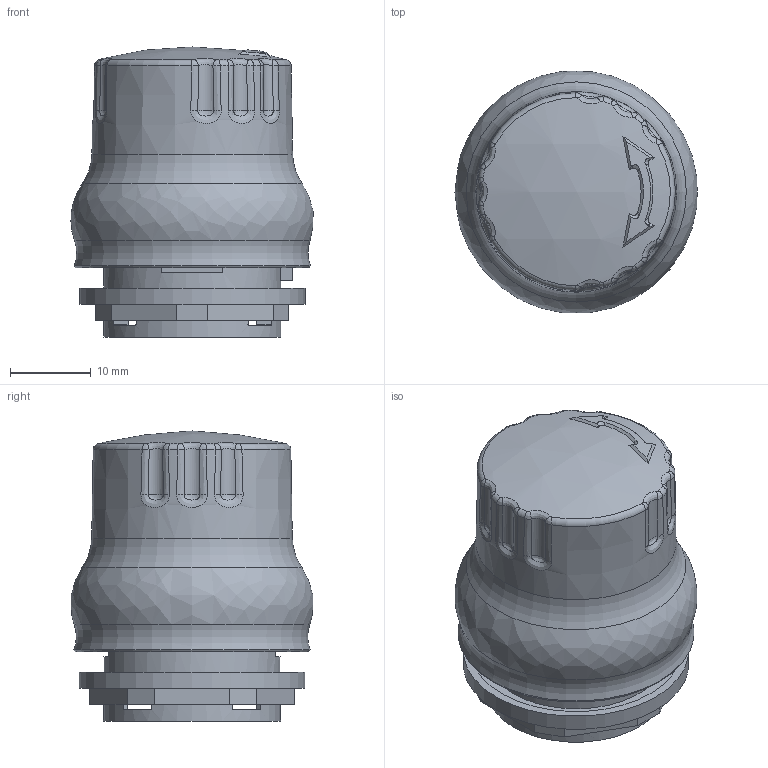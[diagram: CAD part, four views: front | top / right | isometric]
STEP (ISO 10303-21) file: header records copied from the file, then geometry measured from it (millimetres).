
FILE_DESCRIPTION(/* description */ (''),/* implementation_level */ '2;1');
FILE_NAME(/* name */ 'FRVKZP.stp',/* time_stamp */ '2016-09-16T08:42:20+02:00',/* author */ ('mharscher'),/* organization */ (''),/* preprocessor_version */ 'ST-DEVELOPER v15.2',/* originating_system */ 'Autodesk Inventor 2014',/* authorisation */ '');
FILE_SCHEMA (('CONFIG_CONTROL_DESIGN'));
Length unit declared in the file: millimetre
Products named in the file (1): FRVKP
Bounding box: 30.08 x 30.01 x 36.02 mm (x, y, z)
Volume: 15922.6 mm3; surface area: 5542 mm2
Topology: 1 solids, 1 shells, 251 faces, 667 edges, 417 vertices
Faces by surface type: bspline 94, cylinder 71, plane 57, cone 14, torus 13, sphere 2
Full cylindrical faces by diameter (mm): 1 x3, 11.8 x1, 18.8 x1, 22 x2, 23.2 x1, 26 x1, 28 x1
Entity records: 10537 total; most frequent: CARTESIAN_POINT 4965, ORIENTED_EDGE 1274, DIRECTION 973, EDGE_CURVE 637, VERTEX_POINT 406, AXIS2_PLACEMENT_3D 396, EDGE_LOOP 281, ADVANCED_FACE 250
